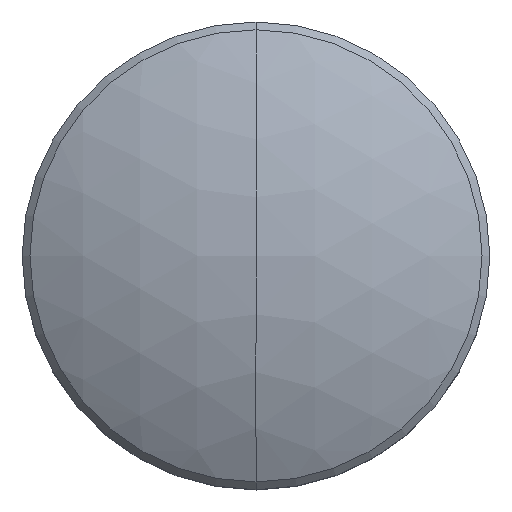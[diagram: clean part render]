
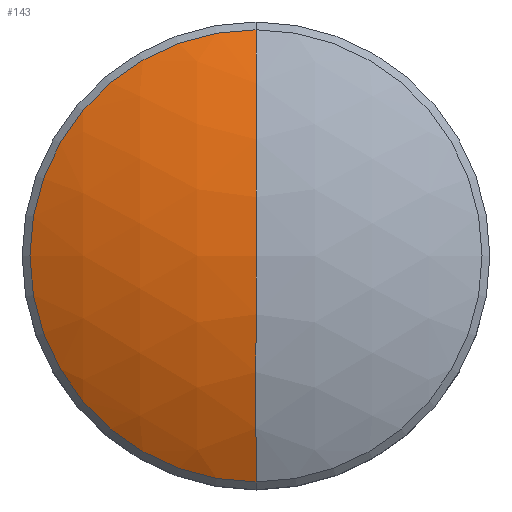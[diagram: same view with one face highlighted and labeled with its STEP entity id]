
A CAD part, top view. The second image highlights one B-rep face of the part: STEP entity #143.
In plain terms, the highlighted spherical face has radius 3.101 mm.
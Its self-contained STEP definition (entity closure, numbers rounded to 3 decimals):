
#15 = DIRECTION ( 'NONE',  ( 0., -1., 0. ) ) ;
#17 = CARTESIAN_POINT ( 'NONE',  ( 0.993, 1.824, -0.156 ) ) ;
#44 = DIRECTION ( 'NONE',  ( -1., 0., 0. ) ) ;
#45 = DIRECTION ( 'NONE',  ( 0., 1., 0. ) ) ;
#52 = CARTESIAN_POINT ( 'NONE',  ( 0.993, 1.824, 2.945 ) ) ;
#53 = VERTEX_POINT ( 'NONE', #81 ) ;
#57 = ORIENTED_EDGE ( 'NONE', *, *, #214, .T. ) ;
#62 = CARTESIAN_POINT ( 'NONE',  ( 0.993, 1.824, -0.156 ) ) ;
#64 = AXIS2_PLACEMENT_3D ( 'NONE', #170, #44, #15 ) ;
#77 = DIRECTION ( 'NONE',  ( 1., 0., 0. ) ) ;
#80 = SPHERICAL_SURFACE ( 'NONE', #169, 3.101 ) ;
#81 = CARTESIAN_POINT ( 'NONE',  ( 0.993, 3.274, 2.585 ) ) ;
#84 = VERTEX_POINT ( 'NONE', #163 ) ;
#85 = ORIENTED_EDGE ( 'NONE', *, *, #201, .T. ) ;
#100 = EDGE_CURVE ( 'NONE', #53, #199, #157, .T. ) ;
#105 = FACE_OUTER_BOUND ( 'NONE', #221, .T. ) ;
#116 = AXIS2_PLACEMENT_3D ( 'NONE', #236, #239, #174 ) ;
#132 = DIRECTION ( 'NONE',  ( -1., 0., 0. ) ) ;
#143 = ADVANCED_FACE ( 'NONE', ( #105 ), #80, .T. ) ;
#157 = CIRCLE ( 'NONE', #277, 3.101 ) ;
#163 = CARTESIAN_POINT ( 'NONE',  ( 0.993, 0.374, 2.585 ) ) ;
#169 = AXIS2_PLACEMENT_3D ( 'NONE', #17, #132, #45 ) ;
#170 = CARTESIAN_POINT ( 'NONE',  ( 0.993, 1.824, -0.156 ) ) ;
#174 = DIRECTION ( 'NONE',  ( 0., -1., 0. ) ) ;
#188 = DIRECTION ( 'NONE',  ( 0., 0., -1. ) ) ;
#191 = ORIENTED_EDGE ( 'NONE', *, *, #100, .F. ) ;
#199 = VERTEX_POINT ( 'NONE', #52 ) ;
#201 = EDGE_CURVE ( 'NONE', #53, #84, #300, .T. ) ;
#214 = EDGE_CURVE ( 'NONE', #84, #199, #229, .T. ) ;
#221 = EDGE_LOOP ( 'NONE', ( #85, #57, #191 ) ) ;
#229 = CIRCLE ( 'NONE', #64, 3.101 ) ;
#236 = CARTESIAN_POINT ( 'NONE',  ( 0.993, 1.824, 2.585 ) ) ;
#239 = DIRECTION ( 'NONE',  ( 0., 0., 1. ) ) ;
#277 = AXIS2_PLACEMENT_3D ( 'NONE', #62, #77, #188 ) ;
#300 = CIRCLE ( 'NONE', #116, 1.45 ) ;
